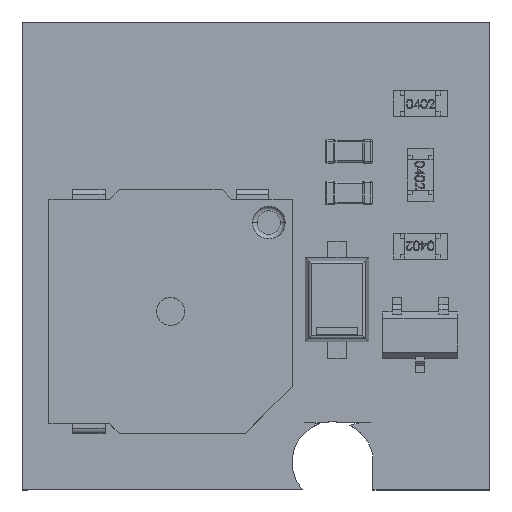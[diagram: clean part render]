
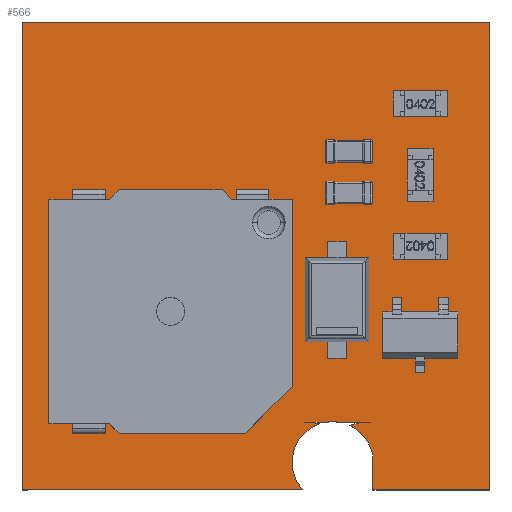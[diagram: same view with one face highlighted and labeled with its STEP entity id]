
A CAD part, top view. The second image highlights one B-rep face of the part: STEP entity #566.
In plain terms, the highlighted planar face has unit normal (0, 0, 1).
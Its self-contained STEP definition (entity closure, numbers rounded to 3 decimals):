
#105 = VERTEX_POINT('',#106);
#106 = CARTESIAN_POINT('',(7.5,0.,1.016));
#112 = EDGE_CURVE('',#105,#113,#115,.T.);
#113 = VERTEX_POINT('',#114);
#114 = CARTESIAN_POINT('',(7.5,0.7,1.016));
#115 = LINE('',#116,#117);
#116 = CARTESIAN_POINT('',(7.5,0.,1.016));
#117 = VECTOR('',#118,1.);
#118 = DIRECTION('',(0.,1.,0.));
#145 = VERTEX_POINT('',#146);
#146 = CARTESIAN_POINT('',(10.,0.,1.016));
#152 = EDGE_CURVE('',#145,#105,#153,.T.);
#153 = LINE('',#154,#155);
#154 = CARTESIAN_POINT('',(10.,0.,1.016));
#155 = VECTOR('',#156,1.);
#156 = DIRECTION('',(-1.,0.,0.));
#176 = VERTEX_POINT('',#177);
#177 = CARTESIAN_POINT('',(10.,10.,1.016));
#183 = EDGE_CURVE('',#176,#145,#184,.T.);
#184 = LINE('',#185,#186);
#185 = CARTESIAN_POINT('',(10.,10.,1.016));
#186 = VECTOR('',#187,1.);
#187 = DIRECTION('',(0.,-1.,0.));
#207 = VERTEX_POINT('',#208);
#208 = CARTESIAN_POINT('',(0.,10.,1.016));
#214 = EDGE_CURVE('',#207,#176,#215,.T.);
#215 = LINE('',#216,#217);
#216 = CARTESIAN_POINT('',(0.,10.,1.016));
#217 = VECTOR('',#218,1.);
#218 = DIRECTION('',(1.,0.,0.));
#238 = VERTEX_POINT('',#239);
#239 = CARTESIAN_POINT('',(0.,0.,1.016));
#245 = EDGE_CURVE('',#238,#207,#246,.T.);
#246 = LINE('',#247,#248);
#247 = CARTESIAN_POINT('',(0.,0.,1.016));
#248 = VECTOR('',#249,1.);
#249 = DIRECTION('',(0.,1.,0.));
#269 = VERTEX_POINT('',#270);
#270 = CARTESIAN_POINT('',(5.987,0.,1.016));
#276 = EDGE_CURVE('',#269,#238,#277,.T.);
#277 = LINE('',#278,#279);
#278 = CARTESIAN_POINT('',(6.,0.,1.016));
#279 = VECTOR('',#280,1.);
#280 = DIRECTION('',(-1.,0.,0.));
#300 = VERTEX_POINT('',#301);
#301 = CARTESIAN_POINT('',(5.987,0.014,1.016));
#307 = EDGE_CURVE('',#300,#269,#308,.T.);
#308 = CIRCLE('',#309,1.45);
#309 = AXIS2_PLACEMENT_3D('',#310,#311,#312);
#310 = CARTESIAN_POINT('',(7.437,0.,1.016));
#311 = DIRECTION('',(0.,0.,1.));
#312 = DIRECTION('',(0.,1.,0.));
#333 = VERTEX_POINT('',#334);
#334 = CARTESIAN_POINT('',(6.364,1.413,1.016));
#340 = EDGE_CURVE('',#333,#300,#341,.T.);
#341 = CIRCLE('',#342,0.869);
#342 = AXIS2_PLACEMENT_3D('',#343,#344,#345);
#343 = CARTESIAN_POINT('',(6.639,0.589,1.016));
#344 = DIRECTION('',(0.,0.,1.));
#345 = DIRECTION('',(0.992,0.128,0.));
#364 = EDGE_CURVE('',#333,#365,#367,.T.);
#365 = VERTEX_POINT('',#366);
#366 = CARTESIAN_POINT('',(6.037,1.45,1.016));
#367 = CIRCLE('',#368,1.45);
#368 = AXIS2_PLACEMENT_3D('',#369,#370,#371);
#369 = CARTESIAN_POINT('',(6.037,0.,1.016));
#370 = DIRECTION('',(0.,0.,1.));
#371 = DIRECTION('',(0.,-1.,0.));
#397 = EDGE_CURVE('',#365,#398,#400,.T.);
#398 = VERTEX_POINT('',#399);
#399 = CARTESIAN_POINT('',(6.527,1.45,1.016));
#400 = LINE('',#401,#402);
#401 = CARTESIAN_POINT('',(6.037,1.45,1.016));
#402 = VECTOR('',#403,1.);
#403 = DIRECTION('',(1.,0.,0.));
#430 = VERTEX_POINT('',#431);
#431 = CARTESIAN_POINT('',(6.75,1.45,1.016));
#437 = EDGE_CURVE('',#430,#398,#438,.T.);
#438 = CIRCLE('',#439,0.869);
#439 = AXIS2_PLACEMENT_3D('',#440,#441,#442);
#440 = CARTESIAN_POINT('',(6.639,0.589,1.016));
#441 = DIRECTION('',(0.,0.,1.));
#442 = DIRECTION('',(0.992,0.128,0.));
#461 = EDGE_CURVE('',#430,#462,#464,.T.);
#462 = VERTEX_POINT('',#463);
#463 = CARTESIAN_POINT('',(7.437,1.45,1.016));
#464 = LINE('',#465,#466);
#465 = CARTESIAN_POINT('',(6.037,1.45,1.016));
#466 = VECTOR('',#467,1.);
#467 = DIRECTION('',(1.,0.,0.));
#492 = EDGE_CURVE('',#462,#493,#495,.T.);
#493 = VERTEX_POINT('',#494);
#494 = CARTESIAN_POINT('',(6.995,1.381,1.016));
#495 = CIRCLE('',#496,1.45);
#496 = AXIS2_PLACEMENT_3D('',#497,#498,#499);
#497 = CARTESIAN_POINT('',(7.437,0.,1.016));
#498 = DIRECTION('',(0.,0.,1.));
#499 = DIRECTION('',(0.,1.,0.));
#525 = EDGE_CURVE('',#113,#493,#526,.T.);
#526 = CIRCLE('',#527,0.869);
#527 = AXIS2_PLACEMENT_3D('',#528,#529,#530);
#528 = CARTESIAN_POINT('',(6.639,0.589,1.016));
#529 = DIRECTION('',(0.,0.,1.));
#530 = DIRECTION('',(0.992,0.128,0.));
#566 = ADVANCED_FACE('',(#567),#583,.F.);
#567 = FACE_BOUND('',#568,.F.);
#568 = EDGE_LOOP('',(#569,#570,#571,#572,#573,#574,#575,#576,#577,#578,
    #579,#580,#581,#582));
#569 = ORIENTED_EDGE('',*,*,#112,.T.);
#570 = ORIENTED_EDGE('',*,*,#525,.T.);
#571 = ORIENTED_EDGE('',*,*,#492,.F.);
#572 = ORIENTED_EDGE('',*,*,#461,.F.);
#573 = ORIENTED_EDGE('',*,*,#437,.T.);
#574 = ORIENTED_EDGE('',*,*,#397,.F.);
#575 = ORIENTED_EDGE('',*,*,#364,.F.);
#576 = ORIENTED_EDGE('',*,*,#340,.T.);
#577 = ORIENTED_EDGE('',*,*,#307,.T.);
#578 = ORIENTED_EDGE('',*,*,#276,.T.);
#579 = ORIENTED_EDGE('',*,*,#245,.T.);
#580 = ORIENTED_EDGE('',*,*,#214,.T.);
#581 = ORIENTED_EDGE('',*,*,#183,.T.);
#582 = ORIENTED_EDGE('',*,*,#152,.T.);
#583 = PLANE('',#584);
#584 = AXIS2_PLACEMENT_3D('',#585,#586,#587);
#585 = CARTESIAN_POINT('',(7.5,0.7,1.016));
#586 = DIRECTION('',(0.,0.,-1.));
#587 = DIRECTION('',(-1.,0.,0.));
